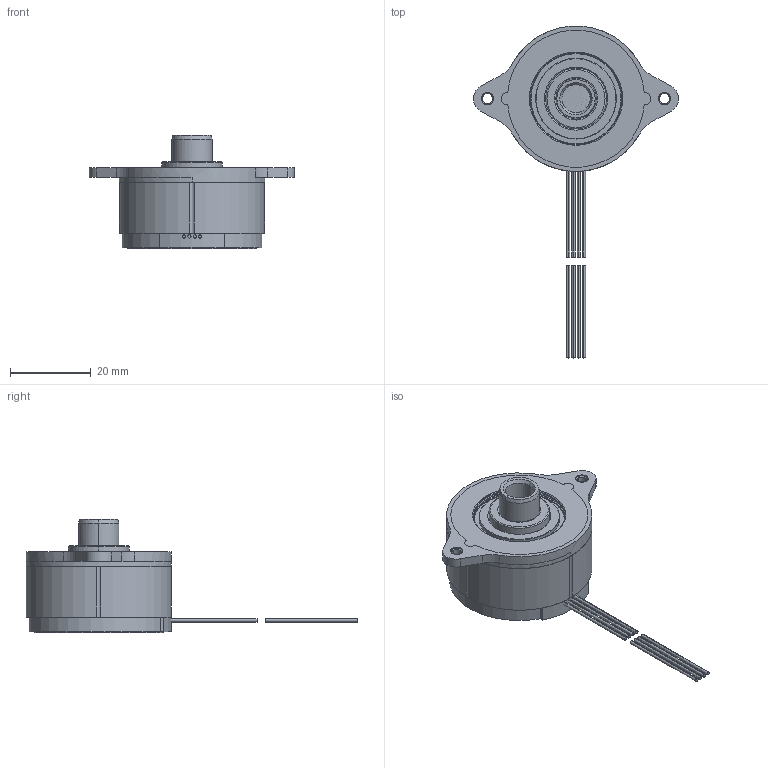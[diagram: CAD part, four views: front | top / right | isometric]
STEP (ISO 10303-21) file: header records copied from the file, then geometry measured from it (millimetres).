
FILE_DESCRIPTION((''),'2;1');
FILE_NAME('4611110064651_ASM','2024-04-16T17:01:25',('ms26442'),(''),'CREO PARAMETRIC BY PTC INC, 2018100','CREO PARAMETRIC BY PTC INC, 2018100','');
FILE_SCHEMA(('CONFIG_CONTROL_DESIGN'));
Length unit declared in the file: millimetre
Products named in the file (30): 4613102101248_AF0; 3698153000852_AF3; 3698153000852_AF2; 4613104026721_AF1_ASM; 4634140202730_AF1; 4613103016505_AF1_ASM; 3698201102127_AF1; 4219121200841_AF2; 4613103016506_AF2_ASM; 4613103016507_AF1_ASM; 4613103016508_AF0_ASM; 4613103016509_ASM; 4219121306374; 4331101000996; 4219121500663_ASM; 4332101306097_AF0; 4613106100977_AF0; 4693220001274_AF1; 4613106100977_AF1; 4613107115294_AF0_ASM; 4613107115459_ASM; 4219121306373; 4219121500662_ASM; 4294445000053; 4333201501905; 4333201501906; 4294440200170; 4613153001997_ASM; 3219720007471; 4611110064651_ASM
Assembly tree (31 placements, depth 9):
  4611110064651_ASM
    4613153001997_ASM
      4613103016509_ASM
        4613103016508_AF0_ASM
          4613103016507_AF1_ASM
            4613103016506_AF2_ASM
              4613103016505_AF1_ASM
                4613104026721_AF1_ASM
                  4613102101248_AF0
                  3698153000852_AF3
                  3698153000852_AF2
                4634140202730_AF1
              3698201102127_AF1
              4219121200841_AF2
      4219121500663_ASM
        4219121306374
        4331101000996
      4613107115459_ASM
        4332101306097_AF0
        4613107115294_AF0_ASM
          4613106100977_AF0
          4693220001274_AF1
          4613106100977_AF1
      4219121500662_ASM
        4219121306373
        4331101000996
      4294445000053  x2
      4333201501905
      4333201501906
      4294440200170
    3219720007471
Bounding box: 50.82 x 82.2 x 28 mm (x, y, z)
Volume: 22009 mm3; surface area: 28161.2 mm2
Topology: 27 solids, 29 shells, 2522 faces, 7020 edges, 4634 vertices
Faces by surface type: cylinder 1294, plane 1101, torus 52, cone 48, bspline 27
Entity records: 84957 total; most frequent: CARTESIAN_POINT 18178, DIRECTION 14506, ORIENTED_EDGE 13870, EDGE_CURVE 6939, AXIS2_PLACEMENT_3D 5265, VERTEX_POINT 4582, VECTOR 3976, LINE 3976
